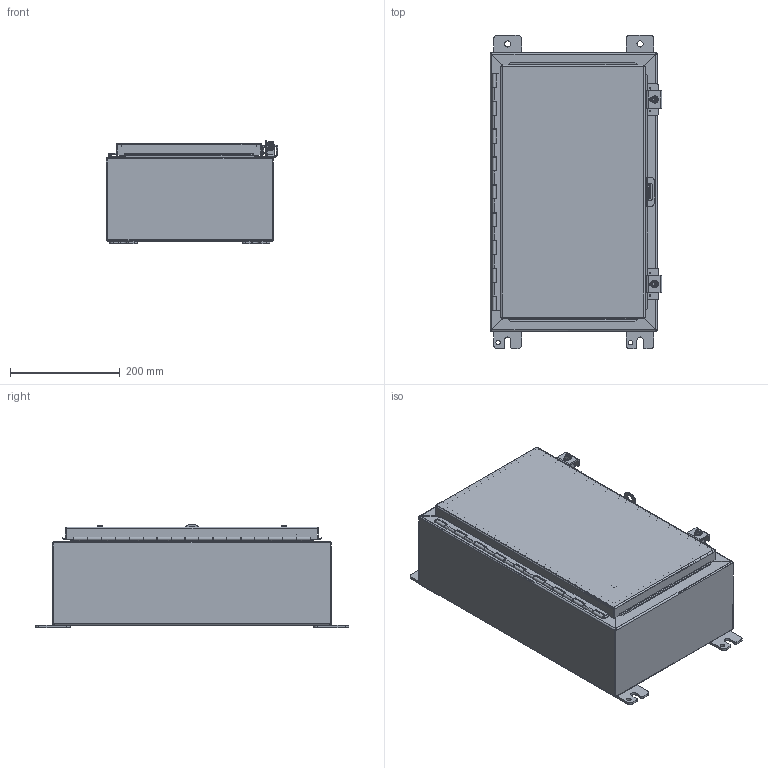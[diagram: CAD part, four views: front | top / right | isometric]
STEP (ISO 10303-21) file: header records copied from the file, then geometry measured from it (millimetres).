
FILE_DESCRIPTION((''),'2;1');
FILE_NAME('N12201206.stp','2012-02-20T15:23:03',('dnichola'),(''),'Autodesk Inventor 2012','Autodesk Inventor 2012','');
FILE_SCHEMA(('AUTOMOTIVE_DESIGN { 1 0 10303 214 1 1 1 1 }'));
Length unit declared in the file: inch
Products named in the file (19): N12201206; 34840; 38420; N12201206BKP; 32911; 18x10; 38846; N122012LID; 328104; 328104T; 328104L; 328104P-1; 388116; HFW30825; HFW30825-1; HFW30825-2; HFW30825-3; HFW30825-4; 30817
Assembly tree (26 placements, depth 3):
  N12201206
    34840  x4
    38420
    N12201206BKP
    32911
    18x10
    38846
    N122012LID
    328104
      328104T
      328104L
      328104P-1
    388116  x4
    HFW30825  x2
      HFW30825-1
      HFW30825-2
      HFW30825-3
      HFW30825-4
    30817  x2
Bounding box: 312.69 x 571.5 x 188.22 mm (x, y, z)
Volume: 1411509 mm3; surface area: 1430624.1 mm2
Topology: 27 solids, 27 shells, 948 faces, 2302 edges, 1464 vertices
Faces by surface type: plane 511, cylinder 320, bspline 71, torus 24, sphere 12, cone 10
Full cylindrical faces by diameter (mm): 2.794 x14, 2.921 x2, 3.048 x25, 3.967 x1, 5.359 x2, 6.35 x3, 7.137 x2, 7.95 x4, 8.382 x8, 8.56 x1, 8.89 x2, 11.125 x4, 12.7 x3, 13.208 x2, 15.875 x4
Entity records: 24955 total; most frequent: CARTESIAN_POINT 6611, DIRECTION 3602, ORIENTED_EDGE 3448, EDGE_CURVE 1724, AXIS2_PLACEMENT_3D 1247, VERTEX_POINT 1130, VECTOR 1108, LINE 1108
